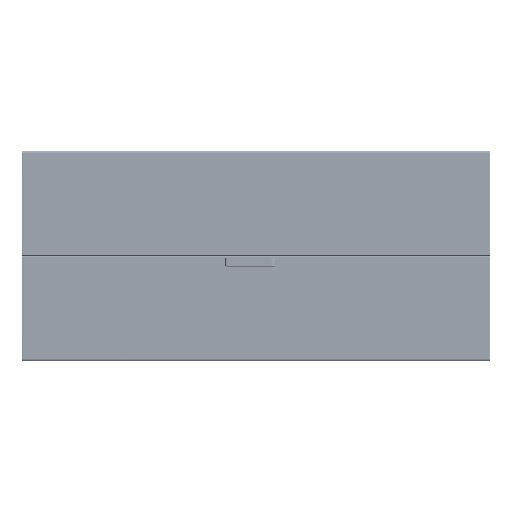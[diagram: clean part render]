
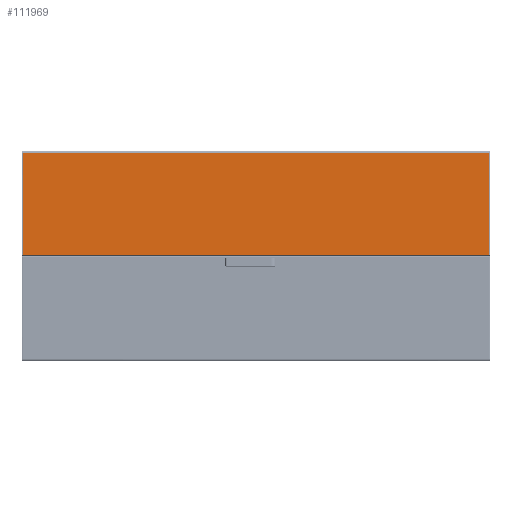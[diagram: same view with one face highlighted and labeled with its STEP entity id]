
A CAD part, top view. The second image highlights one B-rep face of the part: STEP entity #111969.
In plain terms, the highlighted face is planar.
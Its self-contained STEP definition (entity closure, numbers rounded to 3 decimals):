
#9912 = ORIENTED_EDGE ( 'NONE', *, *, #36906, .T. ) ;
#9913 = ORIENTED_EDGE ( 'NONE', *, *, #36902, .T. ) ;
#9914 = ORIENTED_EDGE ( 'NONE', *, *, #36873, .T. ) ;
#9915 = ORIENTED_EDGE ( 'NONE', *, *, #36911, .T. ) ;
#25660 = VERTEX_POINT ( 'NONE', #88426 ) ;
#25662 = VERTEX_POINT ( 'NONE', #88428 ) ;
#25665 = VERTEX_POINT ( 'NONE', #88408 ) ;
#25668 = VERTEX_POINT ( 'NONE', #88418 ) ;
#29101 = EDGE_LOOP ( 'NONE', ( #9912, #9913, #9914, #9915 ) ) ;
#36873 = EDGE_CURVE ( 'NONE', #25665, #25668, #93663, .T. ) ;
#36902 = EDGE_CURVE ( 'NONE', #25662, #25665, #93695, .T. ) ;
#36906 = EDGE_CURVE ( 'NONE', #25660, #25662, #93697, .T. ) ;
#36911 = EDGE_CURVE ( 'NONE', #25668, #25660, #93701, .T. ) ;
#72268 = AXIS2_PLACEMENT_3D ( 'NONE', #83859, #83869, #83870 ) ;
#76630 = FACE_OUTER_BOUND ( 'NONE', #29101, .T. ) ;
#83859 = CARTESIAN_POINT ( 'NONE',  ( 195., -875.5, 0. ) ) ;
#83864 = PLANE ( 'NONE',  #72268 ) ;
#83869 = DIRECTION ( 'NONE',  ( 0., 0., 1. ) ) ;
#83870 = DIRECTION ( 'NONE',  ( 1., 0., 0. ) ) ;
#88408 = CARTESIAN_POINT ( 'NONE',  ( 187.5, 875.49, 0. ) ) ;
#88418 = CARTESIAN_POINT ( 'NONE',  ( 187.5, -875.49, 0. ) ) ;
#88426 = CARTESIAN_POINT ( 'NONE',  ( -194.9, -875.49, 0. ) ) ;
#88428 = CARTESIAN_POINT ( 'NONE',  ( -194.9, 875.49, 0. ) ) ;
#92895 = CARTESIAN_POINT ( 'NONE',  ( 187.5, 875.49, 0. ) ) ;
#92896 = DIRECTION ( 'NONE',  ( 0., -1., 0. ) ) ;
#92921 = CARTESIAN_POINT ( 'NONE',  ( -195., 875.49, 0. ) ) ;
#92922 = DIRECTION ( 'NONE',  ( 1., 0., 0. ) ) ;
#92925 = CARTESIAN_POINT ( 'NONE',  ( -194.9, -875.49, 0. ) ) ;
#92927 = DIRECTION ( 'NONE',  ( 0., 1., 0. ) ) ;
#92929 = CARTESIAN_POINT ( 'NONE',  ( 195., -875.49, 0. ) ) ;
#92931 = DIRECTION ( 'NONE',  ( -1., 0., 0. ) ) ;
#93663 = LINE ( 'NONE', #92895, #93671 ) ;
#93671 = VECTOR ( 'NONE', #92896, 1000. ) ;
#93680 = VECTOR ( 'NONE', #92922, 1000. ) ;
#93695 = LINE ( 'NONE', #92921, #93680 ) ;
#93697 = LINE ( 'NONE', #92925, #93699 ) ;
#93699 = VECTOR ( 'NONE', #92927, 1000. ) ;
#93701 = LINE ( 'NONE', #92929, #93702 ) ;
#93702 = VECTOR ( 'NONE', #92931, 1000. ) ;
#111969 = ADVANCED_FACE ( 'NONE', ( #76630 ), #83864, .F. ) ;
